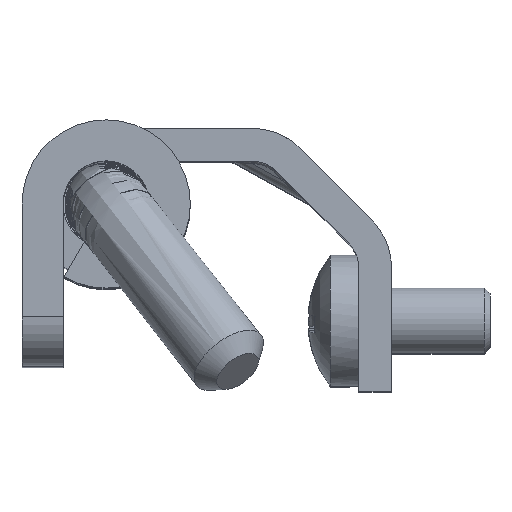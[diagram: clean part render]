
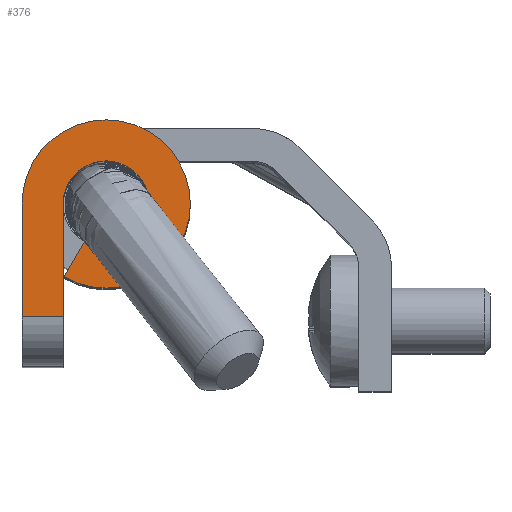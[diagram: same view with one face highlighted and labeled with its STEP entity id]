
A CAD part, top view. The second image highlights one B-rep face of the part: STEP entity #376.
In plain terms, the highlighted planar face has unit normal (0, 0, 1).
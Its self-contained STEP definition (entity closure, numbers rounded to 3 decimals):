
#376=ADVANCED_FACE('',(#558),#559,.T.);
#558=FACE_OUTER_BOUND('',#920,.T.);
#559=PLANE('',#921);
#920=EDGE_LOOP('',(#3193,#3194,#3195,#3196,#3197,#3198));
#921=AXIS2_PLACEMENT_3D('',#3199,#3200,#3201);
#3193=ORIENTED_EDGE('',*,*,#4270,.T.);
#3194=ORIENTED_EDGE('',*,*,#4296,.T.);
#3195=ORIENTED_EDGE('',*,*,#4307,.T.);
#3196=ORIENTED_EDGE('',*,*,#4308,.T.);
#3197=ORIENTED_EDGE('',*,*,#4287,.T.);
#3198=ORIENTED_EDGE('',*,*,#4284,.T.);
#3199=CARTESIAN_POINT('',(0.0,0.,30.25));
#3200=DIRECTION('',(0.0,0.0,1.0));
#3201=DIRECTION('',(-0.5,-0.866,0.0));
#4270=EDGE_CURVE('',#4667,#4665,#4668,.T.);
#4284=EDGE_CURVE('',#4688,#4667,#4692,.T.);
#4287=EDGE_CURVE('',#4693,#4688,#4697,.T.);
#4296=EDGE_CURVE('',#4665,#4710,#4712,.T.);
#4307=EDGE_CURVE('',#4710,#4728,#4729,.T.);
#4308=EDGE_CURVE('',#4728,#4693,#4730,.T.);
#4665=VERTEX_POINT('',#5314);
#4667=VERTEX_POINT('',#5316);
#4668=LINE('',#5317,#5318);
#4688=VERTEX_POINT('',#5346);
#4692=CIRCLE('',#5351,5.125);
#4693=VERTEX_POINT('',#5352);
#4697=LINE('',#5358,#5359);
#4710=VERTEX_POINT('',#5377);
#4712=LINE('',#5379,#5380);
#4728=VERTEX_POINT('',#5402);
#4729=LINE('',#5403,#5404);
#4730=CIRCLE('',#5405,2.625);
#5314=CARTESIAN_POINT('',(-5.125,-6.87,30.25));
#5316=CARTESIAN_POINT('',(-5.125,0.,30.25));
#5317=CARTESIAN_POINT('',(-5.125,0.,30.25));
#5318=VECTOR('',#6400,1.0);
#5346=CARTESIAN_POINT('',(-2.563,-4.438,30.25));
#5351=AXIS2_PLACEMENT_3D('',#6422,#6423,#6424);
#5352=CARTESIAN_POINT('',(-1.313,-2.273,30.25));
#5358=CARTESIAN_POINT('',(-1.313,-2.273,30.25));
#5359=VECTOR('',#6427,1.0);
#5377=CARTESIAN_POINT('',(-2.625,-6.87,30.25));
#5379=CARTESIAN_POINT('',(-2.625,-6.87,30.25));
#5380=VECTOR('',#6442,1.0);
#5402=CARTESIAN_POINT('',(-2.625,0.0,30.25));
#5403=CARTESIAN_POINT('',(-2.625,-9.87,30.25));
#5404=VECTOR('',#6461,1.0);
#5405=AXIS2_PLACEMENT_3D('',#6462,#6463,#6464);
#6400=DIRECTION('',(0.,-1.0,0.0));
#6422=CARTESIAN_POINT('',(0.0,0.,30.25));
#6423=DIRECTION('',(0.0,0.0,1.0));
#6424=DIRECTION('',(1.0,0.,0.0));
#6427=DIRECTION('',(-0.5,-0.866,0.0));
#6442=DIRECTION('',(1.0,0.,0.0));
#6461=DIRECTION('',(0.,1.0,0.0));
#6462=CARTESIAN_POINT('',(0.0,0.,30.25));
#6463=DIRECTION('',(0.0,0.0,-1.0));
#6464=DIRECTION('',(1.0,0.0,0.0));
